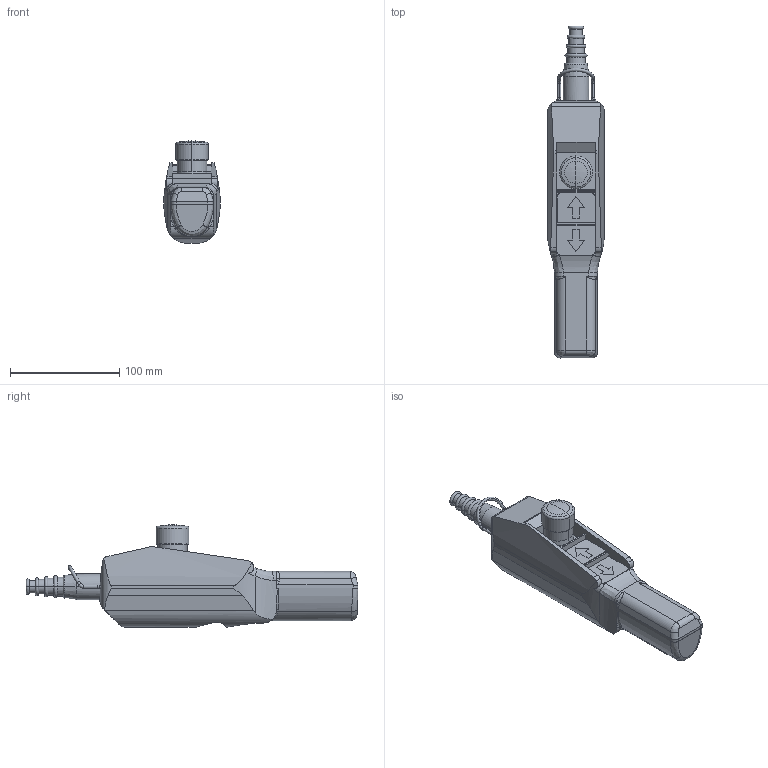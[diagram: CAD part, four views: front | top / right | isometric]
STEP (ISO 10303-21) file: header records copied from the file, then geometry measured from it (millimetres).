
FILE_DESCRIPTION((''),'2;1');
FILE_NAME('XACA2013-3D_ASM','2020-11-20T13:55:17',('SESA231899'),('Schneider-Electric'),'CREO PARAMETRIC BY PTC INC, 2019164','CREO PARAMETRIC BY PTC INC, 2019164','');
FILE_SCHEMA(('AP242_MANAGED_MODEL_BASED_3D_ENGINEERING_MIM_LF { 1 0 10303 442 1 1 4 }'));
Length unit declared in the file: millimetre
Products named in the file (3): XACA2013-3D_PRT0001; XACA2013-3D_145843801AF6; XACA2013-3D_ASM
Assembly tree (2 placements, depth 2):
  XACA2013-3D_ASM
    XACA2013-3D_PRT0001
    XACA2013-3D_145843801AF6
Bounding box: 52 x 304.24 x 93.65 mm (x, y, z)
Volume: 583517 mm3; surface area: 64084.3 mm2
Topology: 2 solids, 2 shells, 229 faces, 582 edges, 377 vertices
Faces by surface type: cylinder 79, plane 78, torus 30, bspline 26, cone 10, extrusion 4, sphere 2
Entity records: 38719 total; most frequent: CARTESIAN_POINT 29948, ORIENTED_EDGE 1116, DIRECTION 1105, PRESENTATION_STYLE_ASSIGNMENT 642, STYLED_ITEM 640, CURVE_STYLE 592, EDGE_CURVE 558, POLYLINE 462
